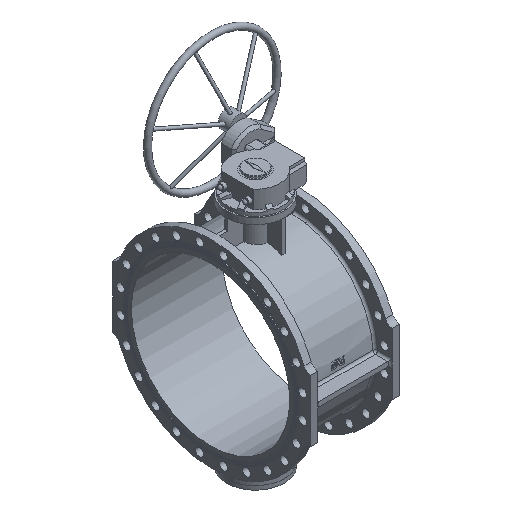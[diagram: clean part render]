
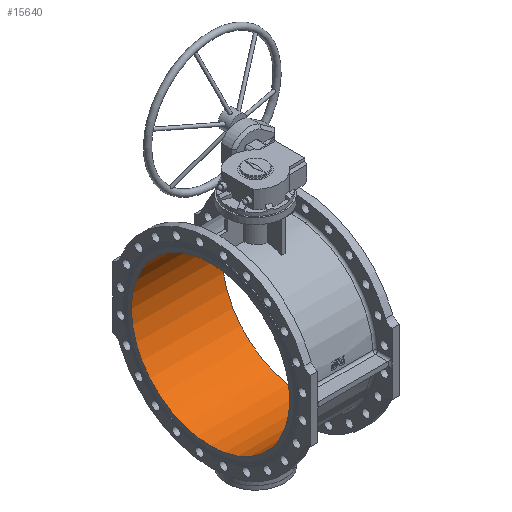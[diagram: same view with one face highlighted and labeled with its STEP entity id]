
A CAD part, isometric view. The second image highlights one B-rep face of the part: STEP entity #15640.
In plain terms, the highlighted cylindrical face has radius 409.5 mm (diameter 819 mm), a full revolution.
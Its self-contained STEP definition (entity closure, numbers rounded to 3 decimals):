
#218 = FACE_OUTER_BOUND ( 'NONE', #21885, .T. ) ;
#221 = FACE_OUTER_BOUND ( 'NONE', #21883, .T. ) ;
#223 = CYLINDRICAL_SURFACE ( 'NONE', #18067, 409.5 ) ;
#3115 = DIRECTION ( 'NONE',  ( 0., 0., 1. ) ) ;
#3120 = CARTESIAN_POINT ( 'NONE',  ( 0., 0., 0. ) ) ;
#3121 = DIRECTION ( 'NONE',  ( -1., 0., 0. ) ) ;
#5101 = CIRCLE ( 'NONE', #25163, 409.5 ) ;
#5149 = CIRCLE ( 'NONE', #25199, 409.5 ) ;
#8214 = CARTESIAN_POINT ( 'NONE',  ( -235., 0., 0. ) ) ;
#8215 = DIRECTION ( 'NONE',  ( -1., 0., 0. ) ) ;
#8216 = DIRECTION ( 'NONE',  ( 0., 0., 1. ) ) ;
#8334 = CARTESIAN_POINT ( 'NONE',  ( 235., 0., 0. ) ) ;
#8335 = DIRECTION ( 'NONE',  ( -1., 0., 0. ) ) ;
#8336 = DIRECTION ( 'NONE',  ( 0., 0., 1. ) ) ;
#15640 = ADVANCED_FACE ( 'NONE', ( #218, #221 ), #223, .F. ) ;
#16323 = VERTEX_POINT ( 'NONE', #16461 ) ;
#16354 = VERTEX_POINT ( 'NONE', #16492 ) ;
#16461 = CARTESIAN_POINT ( 'NONE',  ( -235., 0., 409.5 ) ) ;
#16492 = CARTESIAN_POINT ( 'NONE',  ( 235., 0., 409.5 ) ) ;
#18067 = AXIS2_PLACEMENT_3D ( 'NONE', #3120, #3121, #3115 ) ;
#19849 = ORIENTED_EDGE ( 'NONE', *, *, #24220, .T. ) ;
#19850 = ORIENTED_EDGE ( 'NONE', *, *, #24262, .F. ) ;
#21883 = EDGE_LOOP ( 'NONE', ( #19850 ) ) ;
#21885 = EDGE_LOOP ( 'NONE', ( #19849 ) ) ;
#24220 = EDGE_CURVE ( 'NONE', #16323, #16323, #5101, .T. ) ;
#24262 = EDGE_CURVE ( 'NONE', #16354, #16354, #5149, .T. ) ;
#25163 = AXIS2_PLACEMENT_3D ( 'NONE', #8214, #8215, #8216 ) ;
#25199 = AXIS2_PLACEMENT_3D ( 'NONE', #8334, #8335, #8336 ) ;
